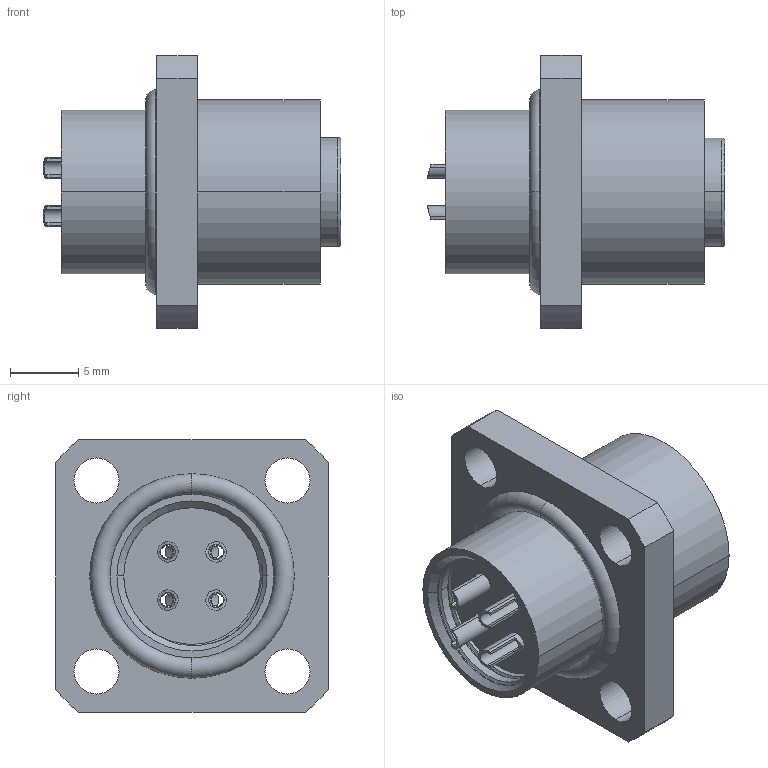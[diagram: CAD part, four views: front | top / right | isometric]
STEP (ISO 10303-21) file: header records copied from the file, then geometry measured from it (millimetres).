
FILE_DESCRIPTION (( 'STEP AP214' ), '1' );
FILE_NAME ('55-00232.STEP', '2024-04-05T22:29:37', ( '' ), ( '' ), 'SwSTEP 2.0', 'SolidWorks 2021', '' );
FILE_SCHEMA (( 'AUTOMOTIVE_DESIGN' ));
Length unit declared in the file: millimetre
Products named in the file (6): 55-00232-01___; 55-00232-03___; 55-00232-02___; 55-00232-05___; 55-00232; 55-00232-04___
Assembly tree (8 placements, depth 2):
  55-00232
    55-00232-01___
    55-00232-02___
    55-00232-03___  x4
    55-00232-04___
    55-00232-05___
Bounding box: 21.8 x 20 x 20 mm (x, y, z)
Volume: 2678.6 mm3; surface area: 4554 mm2
Topology: 8 solids, 8 shells, 487 faces, 1243 edges, 789 vertices
Faces by surface type: cylinder 189, plane 140, torus 83, cone 44, bspline 31
Entity records: 10294 total; most frequent: CARTESIAN_POINT 4577, ORIENTED_EDGE 1184, DIRECTION 1137, EDGE_CURVE 592, AXIS2_PLACEMENT_3D 457, VERTEX_POINT 381, EDGE_LOOP 267, ADVANCED_FACE 232
